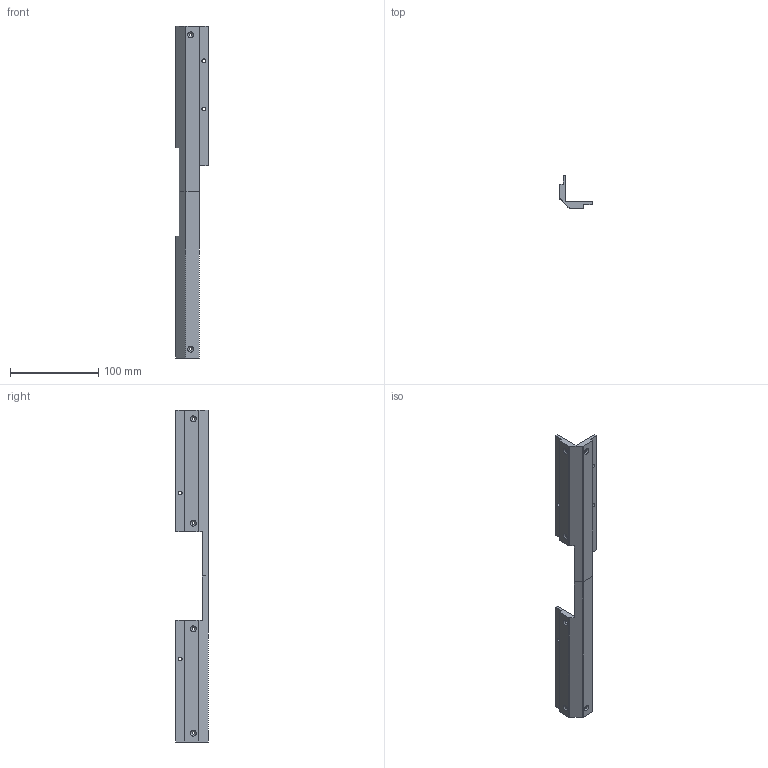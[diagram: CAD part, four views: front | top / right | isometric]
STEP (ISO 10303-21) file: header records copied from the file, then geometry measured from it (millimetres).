
FILE_DESCRIPTION (( 'STEP AP214' ), '1' );
FILE_NAME ('280ExtrusionCoverPSU.STEP', '2025-08-08T00:45:24', ( '' ), ( '' ), 'SwSTEP 2.0', 'SolidWorks 2024', '' );
FILE_SCHEMA (( 'AUTOMOTIVE_DESIGN' ));
Length unit declared in the file: millimetre
Products named in the file (1): 280ExtrusionCoverPSU
Bounding box: 37 x 37 x 376.9 mm (x, y, z)
Volume: 99054.8 mm3; surface area: 44328.1 mm2
Topology: 2 solids, 2 shells, 83 faces, 213 edges, 138 vertices
Faces by surface type: plane 39, cylinder 32, cone 12
Entity records: 3391 total; most frequent: DIRECTION 457, CARTESIAN_POINT 435, ORIENTED_EDGE 426, EDGE_CURVE 213, AXIS2_PLACEMENT_3D 160, VERTEX_POINT 138, VECTOR 137, LINE 137
